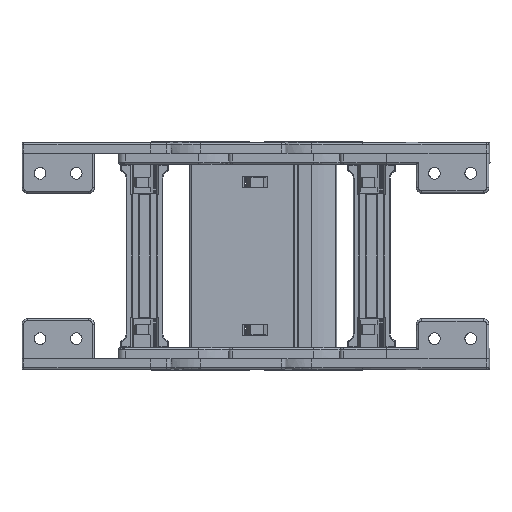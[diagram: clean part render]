
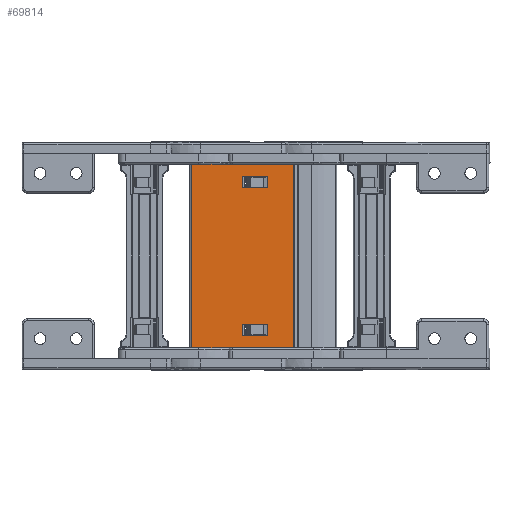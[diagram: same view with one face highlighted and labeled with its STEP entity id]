
A CAD part, front view. The second image highlights one B-rep face of the part: STEP entity #69814.
In plain terms, the highlighted planar face has unit normal (0, -1, 0).
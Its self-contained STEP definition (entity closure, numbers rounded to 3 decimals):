
#320 = CARTESIAN_POINT ( 'NONE',  ( -80.484, 143.854, 99.997 ) ) ;
#647 = VECTOR ( 'NONE', #68347, 1000. ) ;
#1284 = VECTOR ( 'NONE', #17924, 1000. ) ;
#1603 = VECTOR ( 'NONE', #19679, 1000. ) ;
#2541 = DIRECTION ( 'NONE',  ( 1., 0., 0. ) ) ;
#2788 = EDGE_CURVE ( 'NONE', #7473, #5056, #17439, .T. ) ;
#3124 = VECTOR ( 'NONE', #60467, 1000. ) ;
#4598 = CARTESIAN_POINT ( 'NONE',  ( -105.464, 143.854, 181.617 ) ) ;
#4819 = ORIENTED_EDGE ( 'NONE', *, *, #14858, .T. ) ;
#5056 = VERTEX_POINT ( 'NONE', #71935 ) ;
#5296 = VECTOR ( 'NONE', #26966, 1000. ) ;
#5608 = EDGE_CURVE ( 'NONE', #29827, #17620, #66422, .T. ) ;
#6986 = EDGE_CURVE ( 'NONE', #17620, #95083, #93757, .T. ) ;
#7473 = VERTEX_POINT ( 'NONE', #73170 ) ;
#9083 = ORIENTED_EDGE ( 'NONE', *, *, #33000, .T. ) ;
#10013 = LINE ( 'NONE', #23480, #3124 ) ;
#11057 = VECTOR ( 'NONE', #64834, 1000. ) ;
#14039 = ORIENTED_EDGE ( 'NONE', *, *, #85719, .F. ) ;
#14858 = EDGE_CURVE ( 'NONE', #95083, #25513, #93379, .T. ) ;
#15681 = VERTEX_POINT ( 'NONE', #77966 ) ;
#17227 = DIRECTION ( 'NONE',  ( -1., 0., 0. ) ) ;
#17439 = LINE ( 'NONE', #76780, #1284 ) ;
#17620 = VERTEX_POINT ( 'NONE', #40018 ) ;
#17924 = DIRECTION ( 'NONE',  ( 1., 0., 0. ) ) ;
#18310 = VERTEX_POINT ( 'NONE', #85976 ) ;
#19679 = DIRECTION ( 'NONE',  ( 0., 0., -1. ) ) ;
#20240 = LINE ( 'NONE', #57480, #31749 ) ;
#22812 = CARTESIAN_POINT ( 'NONE',  ( -105.464, 143.854, -1.503 ) ) ;
#23480 = CARTESIAN_POINT ( 'NONE',  ( -80.484, 143.854, 99.997 ) ) ;
#25016 = CARTESIAN_POINT ( 'NONE',  ( -77.484, 143.854, 93.247 ) ) ;
#25513 = VERTEX_POINT ( 'NONE', #68053 ) ;
#26428 = ORIENTED_EDGE ( 'NONE', *, *, #79196, .T. ) ;
#26966 = DIRECTION ( 'NONE',  ( 0., 0., -1. ) ) ;
#28245 = LINE ( 'NONE', #85492, #5296 ) ;
#29827 = VERTEX_POINT ( 'NONE', #36354 ) ;
#30017 = ORIENTED_EDGE ( 'NONE', *, *, #2788, .F. ) ;
#30193 = DIRECTION ( 'NONE',  ( 0., 1., 0. ) ) ;
#31749 = VECTOR ( 'NONE', #50669, 1000. ) ;
#32624 = VECTOR ( 'NONE', #53664, 1000. ) ;
#33000 = EDGE_CURVE ( 'NONE', #47648, #18310, #10013, .T. ) ;
#33434 = VERTEX_POINT ( 'NONE', #39611 ) ;
#34946 = EDGE_CURVE ( 'NONE', #5056, #33434, #85766, .T. ) ;
#36254 = ORIENTED_EDGE ( 'NONE', *, *, #5608, .T. ) ;
#36354 = CARTESIAN_POINT ( 'NONE',  ( -63.484, 143.854, 86.947 ) ) ;
#39611 = CARTESIAN_POINT ( 'NONE',  ( -63.484, 143.854, 11.547 ) ) ;
#40018 = CARTESIAN_POINT ( 'NONE',  ( -77.484, 143.854, 86.947 ) ) ;
#42166 = DIRECTION ( 'NONE',  ( -1., 0., 0. ) ) ;
#42197 = VECTOR ( 'NONE', #72763, 1000. ) ;
#44882 = ORIENTED_EDGE ( 'NONE', *, *, #49240, .T. ) ;
#44977 = EDGE_CURVE ( 'NONE', #65167, #86660, #93307, .T. ) ;
#47589 = ORIENTED_EDGE ( 'NONE', *, *, #34946, .F. ) ;
#47601 = VECTOR ( 'NONE', #17227, 1000. ) ;
#47648 = VERTEX_POINT ( 'NONE', #49683 ) ;
#48812 = EDGE_CURVE ( 'NONE', #33434, #15681, #61470, .T. ) ;
#49240 = EDGE_CURVE ( 'NONE', #25513, #29827, #80928, .T. ) ;
#49590 = CARTESIAN_POINT ( 'NONE',  ( -77.484, 143.854, 86.947 ) ) ;
#49683 = CARTESIAN_POINT ( 'NONE',  ( -49.264, 143.854, 99.997 ) ) ;
#50669 = DIRECTION ( 'NONE',  ( 0., 0., -1. ) ) ;
#51561 = ORIENTED_EDGE ( 'NONE', *, *, #69285, .F. ) ;
#52198 = AXIS2_PLACEMENT_3D ( 'NONE', #320, #30193, #88999 ) ;
#53523 = FACE_BOUND ( 'NONE', #90719, .T. ) ;
#53664 = DIRECTION ( 'NONE',  ( 0., 0., -1. ) ) ;
#56008 = CARTESIAN_POINT ( 'NONE',  ( -63.484, 143.854, 86.947 ) ) ;
#56691 = CARTESIAN_POINT ( 'NONE',  ( -80.484, 143.854, -1.503 ) ) ;
#56948 = ORIENTED_EDGE ( 'NONE', *, *, #6986, .T. ) ;
#57480 = CARTESIAN_POINT ( 'NONE',  ( -49.264, 143.854, 181.617 ) ) ;
#60467 = DIRECTION ( 'NONE',  ( -1., 0., 0. ) ) ;
#61470 = LINE ( 'NONE', #76709, #47601 ) ;
#62292 = EDGE_LOOP ( 'NONE', ( #26428, #63460, #51561, #9083 ) ) ;
#62467 = CARTESIAN_POINT ( 'NONE',  ( -77.484, 143.854, 93.247 ) ) ;
#63460 = ORIENTED_EDGE ( 'NONE', *, *, #44977, .F. ) ;
#64834 = DIRECTION ( 'NONE',  ( 0., 0., 1. ) ) ;
#65167 = VERTEX_POINT ( 'NONE', #81848 ) ;
#66422 = LINE ( 'NONE', #49590, #42197 ) ;
#67190 = PLANE ( 'NONE',  #52198 ) ;
#68053 = CARTESIAN_POINT ( 'NONE',  ( -63.484, 143.854, 93.247 ) ) ;
#68347 = DIRECTION ( 'NONE',  ( 0., 0., 1. ) ) ;
#68973 = EDGE_LOOP ( 'NONE', ( #36254, #56948, #4819, #44882 ) ) ;
#69285 = EDGE_CURVE ( 'NONE', #47648, #65167, #20240, .T. ) ;
#69814 = ADVANCED_FACE ( 'NONE', ( #73099, #85725, #53523 ), #67190, .F. ) ;
#71935 = CARTESIAN_POINT ( 'NONE',  ( -63.484, 143.854, 5.247 ) ) ;
#72763 = DIRECTION ( 'NONE',  ( -1., 0., 0. ) ) ;
#73099 = FACE_BOUND ( 'NONE', #68973, .T. ) ;
#73170 = CARTESIAN_POINT ( 'NONE',  ( -77.484, 143.854, 5.247 ) ) ;
#76371 = CARTESIAN_POINT ( 'NONE',  ( -77.484, 143.854, 86.947 ) ) ;
#76709 = CARTESIAN_POINT ( 'NONE',  ( -77.484, 143.854, 11.547 ) ) ;
#76780 = CARTESIAN_POINT ( 'NONE',  ( -77.484, 143.854, 5.247 ) ) ;
#77966 = CARTESIAN_POINT ( 'NONE',  ( -77.484, 143.854, 11.547 ) ) ;
#78516 = VECTOR ( 'NONE', #2541, 1000. ) ;
#79196 = EDGE_CURVE ( 'NONE', #18310, #86660, #79767, .T. ) ;
#79767 = LINE ( 'NONE', #4598, #32624 ) ;
#80579 = CARTESIAN_POINT ( 'NONE',  ( -63.484, 143.854, 11.547 ) ) ;
#80928 = LINE ( 'NONE', #56008, #1603 ) ;
#81848 = CARTESIAN_POINT ( 'NONE',  ( -49.264, 143.854, -1.503 ) ) ;
#83814 = ORIENTED_EDGE ( 'NONE', *, *, #48812, .F. ) ;
#85492 = CARTESIAN_POINT ( 'NONE',  ( -77.484, 143.854, 11.547 ) ) ;
#85719 = EDGE_CURVE ( 'NONE', #15681, #7473, #28245, .T. ) ;
#85725 = FACE_OUTER_BOUND ( 'NONE', #62292, .T. ) ;
#85766 = LINE ( 'NONE', #80579, #11057 ) ;
#85976 = CARTESIAN_POINT ( 'NONE',  ( -105.464, 143.854, 99.997 ) ) ;
#86660 = VERTEX_POINT ( 'NONE', #22812 ) ;
#88999 = DIRECTION ( 'NONE',  ( 0., 0., -1. ) ) ;
#90719 = EDGE_LOOP ( 'NONE', ( #83814, #47589, #30017, #14039 ) ) ;
#93307 = LINE ( 'NONE', #56691, #94383 ) ;
#93379 = LINE ( 'NONE', #25016, #78516 ) ;
#93757 = LINE ( 'NONE', #76371, #647 ) ;
#94383 = VECTOR ( 'NONE', #42166, 1000. ) ;
#95083 = VERTEX_POINT ( 'NONE', #62467 ) ;
